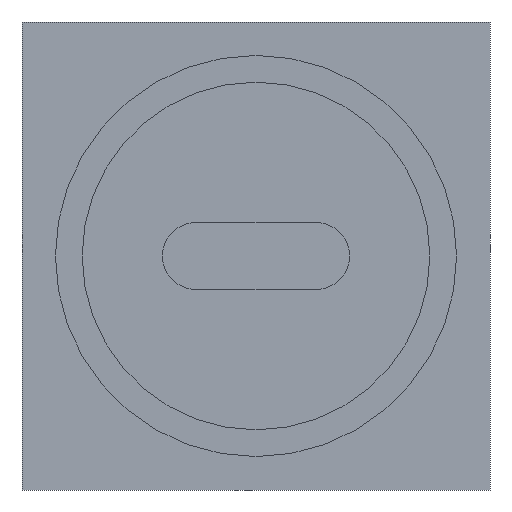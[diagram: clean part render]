
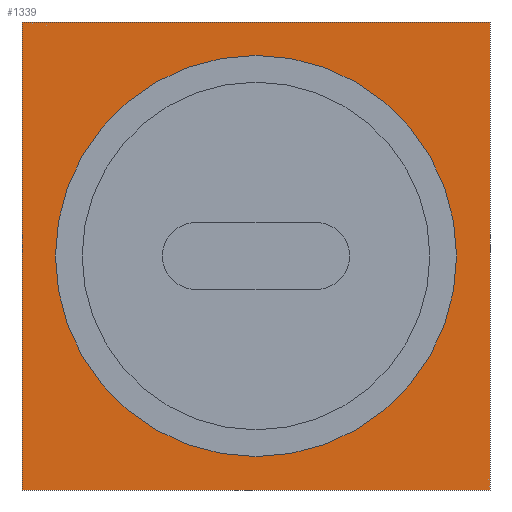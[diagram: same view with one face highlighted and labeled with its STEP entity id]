
A CAD part, left-side view. The second image highlights one B-rep face of the part: STEP entity #1339.
In plain terms, the highlighted face is planar.
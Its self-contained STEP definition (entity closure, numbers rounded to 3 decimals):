
#944=DIRECTION('',(0.,0.,1.));
#945=VECTOR('',#944,35.);
#946=CARTESIAN_POINT('',(-17.5,-3.,-17.5));
#947=LINE('',#946,#945);
#948=DIRECTION('',(1.,0.,0.));
#949=VECTOR('',#948,35.);
#950=CARTESIAN_POINT('',(-17.5,-3.,17.5));
#951=LINE('',#950,#949);
#952=DIRECTION('',(0.,0.,-1.));
#953=VECTOR('',#952,35.);
#954=CARTESIAN_POINT('',(17.5,-3.,17.5));
#955=LINE('',#954,#953);
#956=DIRECTION('',(-1.,0.,0.));
#957=VECTOR('',#956,35.);
#958=CARTESIAN_POINT('',(17.5,-3.,-17.5));
#959=LINE('',#958,#957);
#988=CARTESIAN_POINT('',(0.,-3.,0.));
#989=DIRECTION('',(0.,1.,0.));
#990=DIRECTION('',(-1.,0.,0.));
#991=AXIS2_PLACEMENT_3D('',#988,#989,#990);
#993=CARTESIAN_POINT('',(0.,-3.,0.));
#994=DIRECTION('',(0.,1.,0.));
#995=DIRECTION('',(1.,0.,0.));
#996=AXIS2_PLACEMENT_3D('',#993,#994,#995);
#1176=CARTESIAN_POINT('',(-17.5,-3.,-17.5));
#1177=CARTESIAN_POINT('',(-17.5,-3.,17.5));
#1178=VERTEX_POINT('',#1176);
#1179=VERTEX_POINT('',#1177);
#1180=CARTESIAN_POINT('',(17.5,-3.,17.5));
#1181=VERTEX_POINT('',#1180);
#1182=CARTESIAN_POINT('',(17.5,-3.,-17.5));
#1183=VERTEX_POINT('',#1182);
#1228=CARTESIAN_POINT('',(-15.,-3.,0.));
#1229=CARTESIAN_POINT('',(15.,-3.,0.));
#1230=VERTEX_POINT('',#1228);
#1231=VERTEX_POINT('',#1229);
#1322=CARTESIAN_POINT('',(0.,-3.,0.));
#1323=DIRECTION('',(0.,1.,0.));
#1324=DIRECTION('',(1.,0.,0.));
#1325=AXIS2_PLACEMENT_3D('',#1322,#1323,#1324);
#1326=PLANE('',#1325);
#1327=ORIENTED_EDGE('',*,*,#1274,.T.);
#1328=ORIENTED_EDGE('',*,*,#1289,.T.);
#1329=ORIENTED_EDGE('',*,*,#1303,.T.);
#1330=ORIENTED_EDGE('',*,*,#1316,.T.);
#1331=EDGE_LOOP('',(#1327,#1328,#1329,#1330));
#1332=FACE_OUTER_BOUND('',#1331,.F.);
#1334=ORIENTED_EDGE('',*,*,#1333,.F.);
#1336=ORIENTED_EDGE('',*,*,#1335,.F.);
#1337=EDGE_LOOP('',(#1334,#1336));
#1338=FACE_BOUND('',#1337,.F.);
#992=CIRCLE('',#991,15.);
#997=CIRCLE('',#996,15.);
#1274=EDGE_CURVE('',#1178,#1179,#947,.T.);
#1289=EDGE_CURVE('',#1179,#1181,#951,.T.);
#1303=EDGE_CURVE('',#1181,#1183,#955,.T.);
#1316=EDGE_CURVE('',#1183,#1178,#959,.T.);
#1333=EDGE_CURVE('',#1230,#1231,#992,.T.);
#1335=EDGE_CURVE('',#1231,#1230,#997,.T.);
#1339=ADVANCED_FACE('',(#1332,#1338),#1326,.F.);
